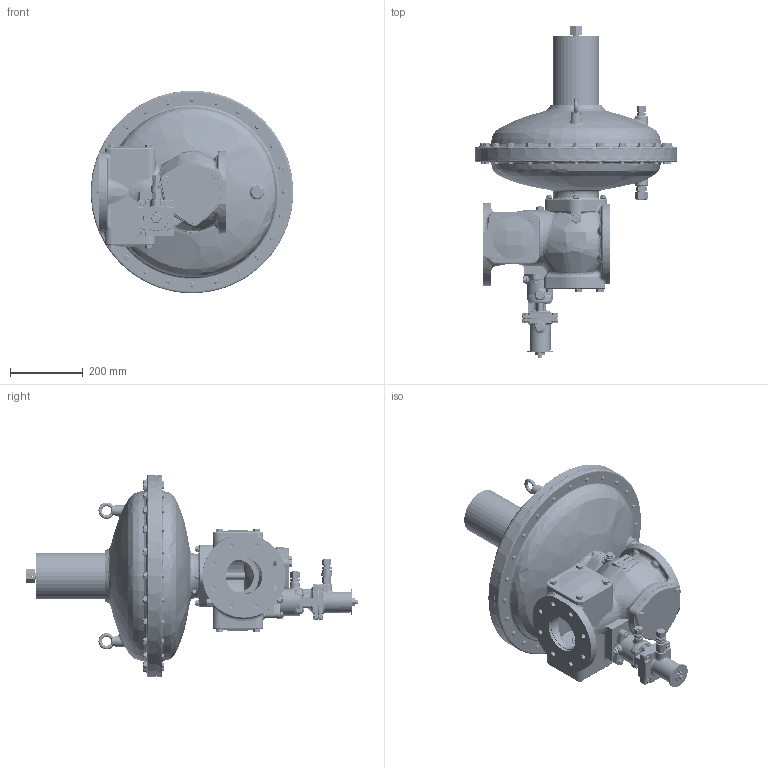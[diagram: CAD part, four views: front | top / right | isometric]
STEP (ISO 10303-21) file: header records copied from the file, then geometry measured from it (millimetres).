
FILE_DESCRIPTION (( 'STEP AP214' ), '1' );
FILE_NAME ('V_MB_HON370_100_RE3_K1a_A_.STEP', '2017-03-15T12:36:22', ( '' ), ( '' ), 'SwSTEP 2.0', 'SolidWorks 2015', '' );
FILE_SCHEMA (( 'AUTOMOTIVE_DESIGN' ));
Length unit declared in the file: millimetre
Products named in the file (1): V_MB_HON370_100_RE3_K1a_A_
Bounding box: 558 x 914.61 x 558 mm (x, y, z)
Volume: 18307463.1 mm3; surface area: 2921106.5 mm2
Topology: 169 solids, 169 shells, 5720 faces, 13478 edges, 8201 vertices
Faces by surface type: plane 1811, cylinder 1653, cone 1230, bspline 1026
Entity records: 224008 total; most frequent: CARTESIAN_POINT 95854, ORIENTED_EDGE 26616, DIRECTION 25960, EDGE_CURVE 13308, AXIS2_PLACEMENT_3D 10510, VERTEX_POINT 8199, EDGE_LOOP 6403, CIRCLE 5815
